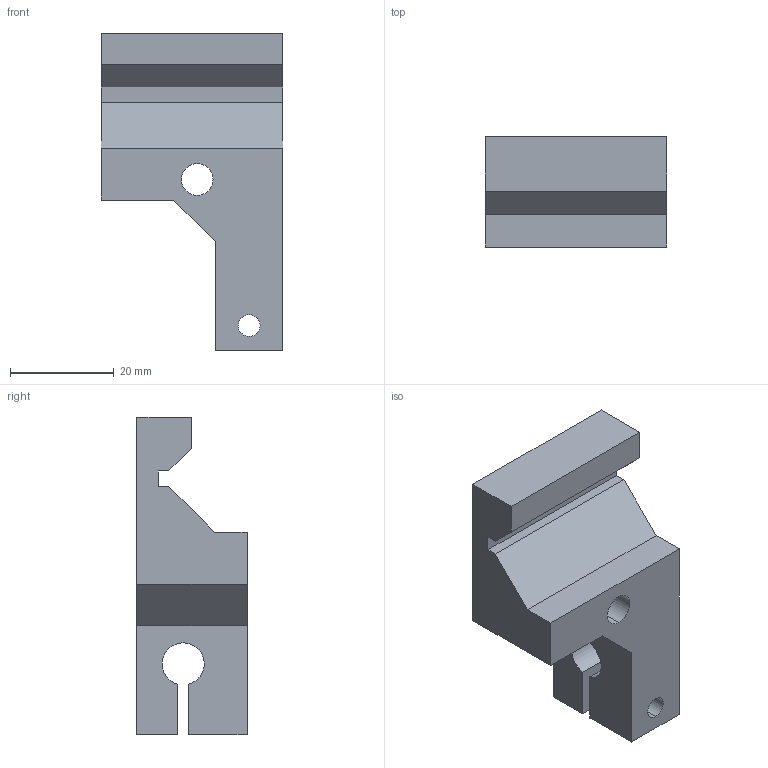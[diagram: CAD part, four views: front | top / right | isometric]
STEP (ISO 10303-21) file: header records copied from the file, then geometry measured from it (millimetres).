
FILE_DESCRIPTION (( 'STEP AP214' ), '1' );
FILE_NAME ('Indicator Stop.STEP', '2024-12-27T12:59:12', ( '' ), ( '' ), 'SwSTEP 2.0', 'SolidWorks 2020', '' );
FILE_SCHEMA (( 'AUTOMOTIVE_DESIGN' ));
Length unit declared in the file: millimetre
Products named in the file (1): Indicator Stop
Bounding box: 35 x 21.2 x 61.1 mm (x, y, z)
Volume: 21178.4 mm3; surface area: 7686.5 mm2
Topology: 1 solids, 1 shells, 30 faces, 81 edges, 54 vertices
Faces by surface type: plane 20, cylinder 10
Entity records: 991 total; most frequent: CARTESIAN_POINT 166, DIRECTION 163, ORIENTED_EDGE 162, EDGE_CURVE 81, VECTOR 61, LINE 61, VERTEX_POINT 54, AXIS2_PLACEMENT_3D 51
